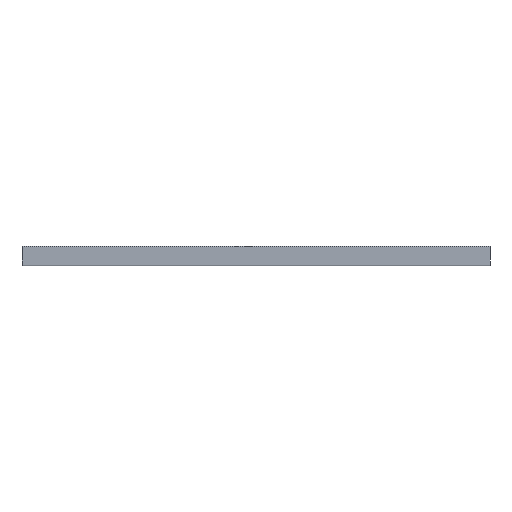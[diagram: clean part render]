
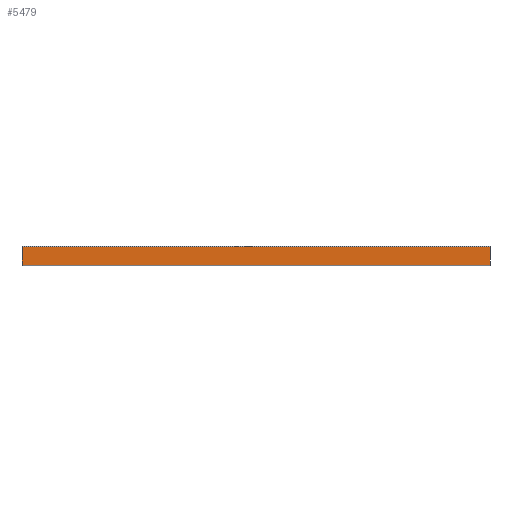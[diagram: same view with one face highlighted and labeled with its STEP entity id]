
A CAD part, top view. The second image highlights one B-rep face of the part: STEP entity #5479.
In plain terms, the highlighted planar face has unit normal (0, 0, 1).
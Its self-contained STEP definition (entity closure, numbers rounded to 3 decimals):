
#1102 = EDGE_CURVE ( 'NONE', #3032, #1681, #1453, .T. ) ;
#1165 = CARTESIAN_POINT ( 'NONE',  ( 1956., 79.15, -24.2 ) ) ;
#1294 = VECTOR ( 'NONE', #4117, 1000. ) ;
#1453 = LINE ( 'NONE', #5490, #2354 ) ;
#1457 = AXIS2_PLACEMENT_3D ( 'NONE', #5454, #4985, #3078 ) ;
#1681 = VERTEX_POINT ( 'NONE', #3531 ) ;
#1828 = VERTEX_POINT ( 'NONE', #3230 ) ;
#2104 = ORIENTED_EDGE ( 'NONE', *, *, #2504, .F. ) ;
#2131 = ORIENTED_EDGE ( 'NONE', *, *, #2282, .T. ) ;
#2282 = EDGE_CURVE ( 'NONE', #3246, #3032, #3218, .T. ) ;
#2354 = VECTOR ( 'NONE', #3621, 1000. ) ;
#2487 = LINE ( 'NONE', #5430, #1294 ) ;
#2504 = EDGE_CURVE ( 'NONE', #1828, #1681, #5724, .T. ) ;
#2659 = EDGE_LOOP ( 'NONE', ( #4513, #2104, #5754, #2131 ) ) ;
#2668 = EDGE_CURVE ( 'NONE', #3246, #1828, #2487, .T. ) ;
#2845 = VECTOR ( 'NONE', #4401, 1000. ) ;
#2931 = DIRECTION ( 'NONE',  ( 0., 1., 0. ) ) ;
#3032 = VERTEX_POINT ( 'NONE', #1165 ) ;
#3064 = VECTOR ( 'NONE', #2931, 1000. ) ;
#3078 = DIRECTION ( 'NONE',  ( 1., 0., 0. ) ) ;
#3218 = LINE ( 'NONE', #5770, #3064 ) ;
#3230 = CARTESIAN_POINT ( 'NONE',  ( 0., 1.8, -24.2 ) ) ;
#3246 = VERTEX_POINT ( 'NONE', #4109 ) ;
#3531 = CARTESIAN_POINT ( 'NONE',  ( 0., 79.15, -24.2 ) ) ;
#3621 = DIRECTION ( 'NONE',  ( -1., 0., 0. ) ) ;
#4109 = CARTESIAN_POINT ( 'NONE',  ( 1956., 1.8, -24.2 ) ) ;
#4117 = DIRECTION ( 'NONE',  ( -1., 0., 0. ) ) ;
#4401 = DIRECTION ( 'NONE',  ( 0., 1., 0. ) ) ;
#4461 = CARTESIAN_POINT ( 'NONE',  ( 0., 0., -24.2 ) ) ;
#4513 = ORIENTED_EDGE ( 'NONE', *, *, #1102, .T. ) ;
#4902 = FACE_OUTER_BOUND ( 'NONE', #2659, .T. ) ;
#4985 = DIRECTION ( 'NONE',  ( 0., 0., 1. ) ) ;
#5430 = CARTESIAN_POINT ( 'NONE',  ( 1956., 1.8, -24.2 ) ) ;
#5454 = CARTESIAN_POINT ( 'NONE',  ( 1956., 0., -24.2 ) ) ;
#5479 = ADVANCED_FACE ( 'NONE', ( #4902 ), #5875, .T. ) ;
#5490 = CARTESIAN_POINT ( 'NONE',  ( 1956., 79.15, -24.2 ) ) ;
#5724 = LINE ( 'NONE', #4461, #2845 ) ;
#5754 = ORIENTED_EDGE ( 'NONE', *, *, #2668, .F. ) ;
#5770 = CARTESIAN_POINT ( 'NONE',  ( 1956., 0., -24.2 ) ) ;
#5875 = PLANE ( 'NONE',  #1457 ) ;
